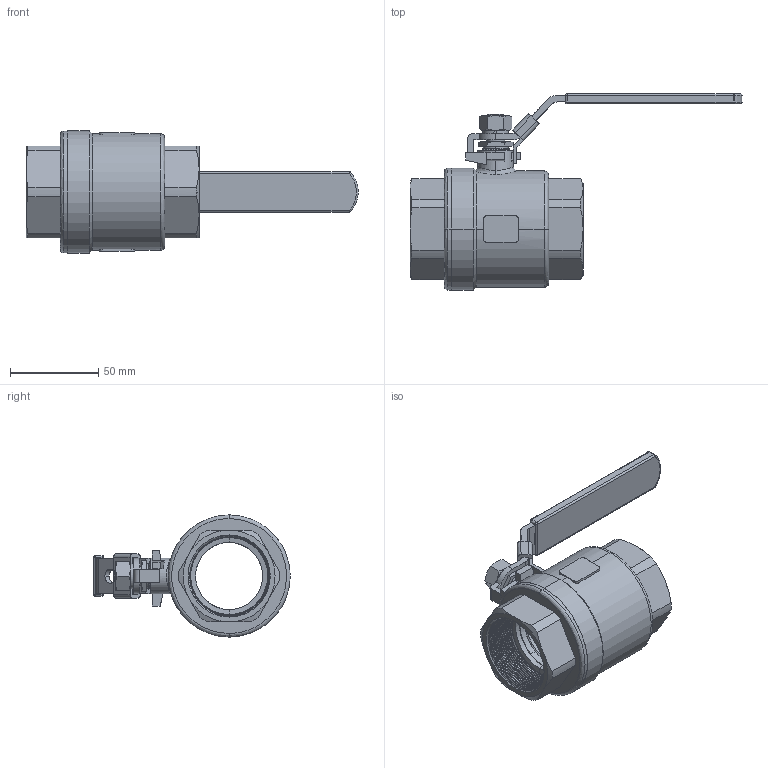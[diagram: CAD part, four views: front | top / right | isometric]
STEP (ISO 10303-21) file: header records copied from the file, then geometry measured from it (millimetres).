
FILE_DESCRIPTION (( 'STEP AP214' ), '1' );
FILE_NAME ('DN40轻型两片式球阀装配图.STEP', '2023-11-14T00:26:00', ( 'Windows User' ), ( 'P R C' ), 'SwSTEP 2.0', 'SolidWorks 2016', '' );
FILE_SCHEMA (( 'AUTOMOTIVE_DESIGN' ));
Length unit declared in the file: millimetre
Products named in the file (14): 蹟譫M10-1.25-1.5; 1.25-1.5СƬ; 1.5湮え; 1.25-1.5參忒杶; M10粟菜; 1.5概裔; 1.25-1.5笢粣; 1.5概极; DN40轻型两片式球阀装配图; 1.25-1.5笢諳; 1.5球垫; 1.25-1.5參忒; 1.25-1.5跡擘; 1.5球
Assembly tree (14 placements, depth 2):
  DN40轻型两片式球阀装配图
    1.5概极
    1.5概裔
    1.25-1.5參忒
    M10粟菜
    蹟譫M10-1.25-1.5
    1.25-1.5參忒杶
    1.5湮え
    1.25-1.5跡擘
    1.5球
    1.5球垫  x2
    1.25-1.5СƬ
    1.25-1.5笢諳
    1.25-1.5笢粣
Bounding box: 187.94 x 111.23 x 69.2 mm (x, y, z)
Volume: 175392.3 mm3; surface area: 105797.9 mm2
Topology: 19 solids, 19 shells, 569 faces, 1481 edges, 954 vertices
Faces by surface type: cylinder 259, plane 159, bspline 77, cone 74
Entity records: 41193 total; most frequent: CARTESIAN_POINT 28266, ORIENTED_EDGE 2902, DIRECTION 2202, EDGE_CURVE 1451, VERTEX_POINT 940, AXIS2_PLACEMENT_3D 818, EDGE_LOOP 595, VECTOR 566
